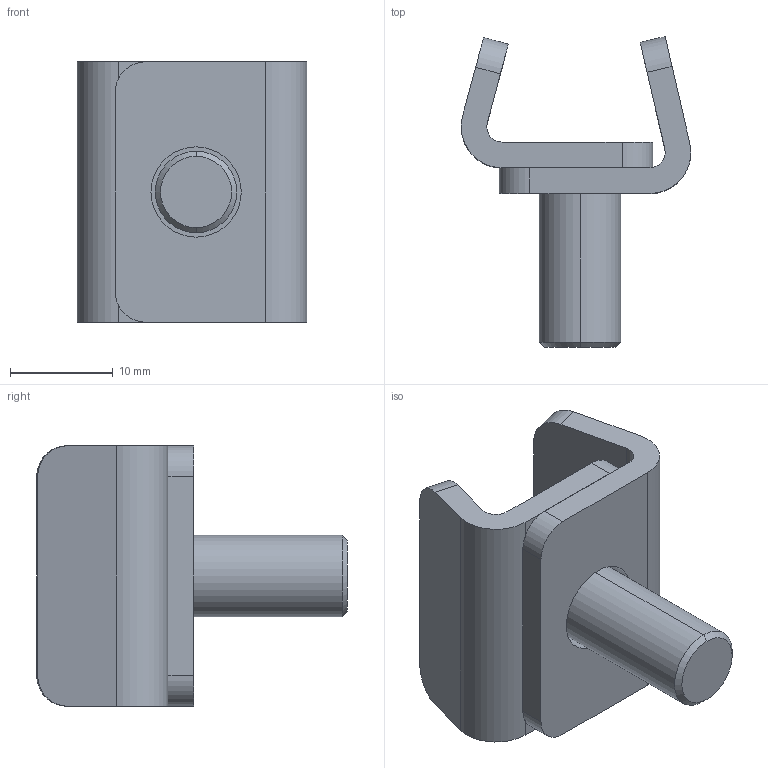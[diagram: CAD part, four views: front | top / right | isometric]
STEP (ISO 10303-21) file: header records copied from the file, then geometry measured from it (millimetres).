
FILE_DESCRIPTION (( 'STEP AP214' ), '1' );
FILE_NAME ('Rexnord-S0903-656001 N.step', '2019-01-23T09:34:06', ( '' ), ( '' ), 'SwSTEP 2.0', 'SolidWorks 2018', '' );
FILE_SCHEMA (( 'AUTOMOTIVE_DESIGN' ));
Length unit declared in the file: millimetre
Products named in the file (4): Rexnord-S0903-656001 N_S0903 Lower; Rexnord-S0903-656001 N_S0903 Upper; Rexnord-S0903-656001 N; Rexnord-S0903-656001 N_BOLT
Assembly tree (3 placements, depth 2):
  Rexnord-S0903-656001 N
    Rexnord-S0903-656001 N_S0903 Upper
    Rexnord-S0903-656001 N_BOLT
    Rexnord-S0903-656001 N_S0903 Lower
Bounding box: 22.38 x 30.3 x 25.4 mm (x, y, z)
Volume: 4354.8 mm3; surface area: 4011.1 mm2
Topology: 3 solids, 3 shells, 42 faces, 102 edges, 66 vertices
Faces by surface type: cylinder 18, plane 18, cone 6
Entity records: 1402 total; most frequent: DIRECTION 240, CARTESIAN_POINT 216, ORIENTED_EDGE 204, EDGE_CURVE 102, AXIS2_PLACEMENT_3D 90, VERTEX_POINT 66, VECTOR 60, LINE 60
